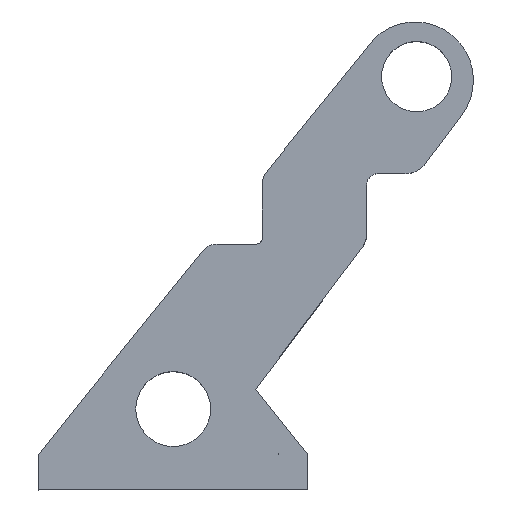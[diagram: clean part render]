
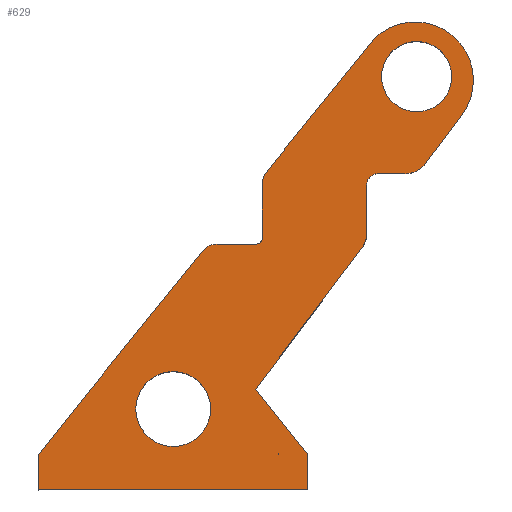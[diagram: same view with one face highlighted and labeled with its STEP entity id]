
A CAD part, top view. The second image highlights one B-rep face of the part: STEP entity #629.
In plain terms, the highlighted planar face has unit normal (0, 0, 1).
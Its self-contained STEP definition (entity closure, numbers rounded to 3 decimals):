
#34=LINE('',#890,#90);
#44=LINE('',#930,#100);
#48=LINE('',#938,#104);
#51=LINE('',#944,#107);
#54=LINE('',#950,#110);
#57=LINE('',#956,#113);
#60=LINE('',#962,#116);
#67=LINE('',#994,#123);
#71=LINE('',#1006,#127);
#75=LINE('',#1018,#131);
#77=LINE('',#1032,#133);
#81=LINE('',#1046,#137);
#88=LINE('',#1084,#144);
#90=VECTOR('',#712,1000.);
#100=VECTOR('',#736,1000.);
#104=VECTOR('',#742,1000.);
#107=VECTOR('',#747,1000.);
#110=VECTOR('',#752,1000.);
#113=VECTOR('',#757,1000.);
#116=VECTOR('',#762,1000.);
#123=VECTOR('',#785,1000.);
#127=VECTOR('',#797,1000.);
#131=VECTOR('',#809,1000.);
#133=VECTOR('',#821,1000.);
#137=VECTOR('',#831,1000.);
#144=VECTOR('',#876,1000.);
#265=ORIENTED_EDGE('',*,*,#405,.F.);
#266=ORIENTED_EDGE('',*,*,#412,.F.);
#267=ORIENTED_EDGE('',*,*,#401,.F.);
#268=ORIENTED_EDGE('',*,*,#410,.T.);
#269=ORIENTED_EDGE('',*,*,#407,.F.);
#270=ORIENTED_EDGE('',*,*,#342,.T.);
#271=ORIENTED_EDGE('',*,*,#346,.T.);
#272=ORIENTED_EDGE('',*,*,#349,.T.);
#273=ORIENTED_EDGE('',*,*,#352,.T.);
#274=ORIENTED_EDGE('',*,*,#355,.T.);
#275=ORIENTED_EDGE('',*,*,#358,.T.);
#276=ORIENTED_EDGE('',*,*,#360,.F.);
#277=ORIENTED_EDGE('',*,*,#327,.F.);
#278=ORIENTED_EDGE('',*,*,#331,.T.);
#279=ORIENTED_EDGE('',*,*,#371,.T.);
#280=ORIENTED_EDGE('',*,*,#374,.F.);
#281=ORIENTED_EDGE('',*,*,#377,.T.);
#282=ORIENTED_EDGE('',*,*,#380,.F.);
#283=ORIENTED_EDGE('',*,*,#383,.T.);
#284=ORIENTED_EDGE('',*,*,#386,.F.);
#285=ORIENTED_EDGE('',*,*,#389,.F.);
#286=ORIENTED_EDGE('',*,*,#339,.T.);
#287=ORIENTED_EDGE('',*,*,#395,.T.);
#288=ORIENTED_EDGE('',*,*,#398,.F.);
#289=ORIENTED_EDGE('',*,*,#414,.T.);
#327=EDGE_CURVE('',#417,#418,#34,.T.);
#331=EDGE_CURVE('',#417,#420,#476,.T.);
#339=EDGE_CURVE('',#425,#428,#478,.T.);
#342=EDGE_CURVE('',#432,#431,#44,.T.);
#346=EDGE_CURVE('',#431,#434,#48,.T.);
#349=EDGE_CURVE('',#434,#436,#51,.T.);
#352=EDGE_CURVE('',#436,#438,#54,.T.);
#355=EDGE_CURVE('',#438,#440,#57,.T.);
#358=EDGE_CURVE('',#440,#442,#60,.T.);
#360=EDGE_CURVE('',#418,#442,#479,.T.);
#371=EDGE_CURVE('',#420,#449,#67,.T.);
#374=EDGE_CURVE('',#451,#449,#484,.T.);
#377=EDGE_CURVE('',#451,#453,#71,.T.);
#380=EDGE_CURVE('',#455,#453,#486,.T.);
#383=EDGE_CURVE('',#455,#457,#75,.T.);
#386=EDGE_CURVE('',#459,#457,#487,.T.);
#389=EDGE_CURVE('',#425,#459,#77,.T.);
#395=EDGE_CURVE('',#428,#462,#81,.T.);
#398=EDGE_CURVE('',#464,#462,#492,.T.);
#401=EDGE_CURVE('',#467,#468,#494,.T.);
#405=EDGE_CURVE('',#471,#472,#496,.T.);
#407=EDGE_CURVE('',#473,#473,#497,.T.);
#410=EDGE_CURVE('',#467,#468,#500,.T.);
#412=EDGE_CURVE('',#472,#471,#502,.T.);
#414=EDGE_CURVE('',#464,#432,#88,.T.);
#417=VERTEX_POINT('',#889);
#418=VERTEX_POINT('',#891);
#420=VERTEX_POINT('',#901);
#425=VERTEX_POINT('',#914);
#428=VERTEX_POINT('',#922);
#431=VERTEX_POINT('',#929);
#432=VERTEX_POINT('',#931);
#434=VERTEX_POINT('',#937);
#436=VERTEX_POINT('',#943);
#438=VERTEX_POINT('',#949);
#440=VERTEX_POINT('',#955);
#442=VERTEX_POINT('',#961);
#449=VERTEX_POINT('',#993);
#451=VERTEX_POINT('',#999);
#453=VERTEX_POINT('',#1005);
#455=VERTEX_POINT('',#1011);
#457=VERTEX_POINT('',#1017);
#459=VERTEX_POINT('',#1027);
#462=VERTEX_POINT('',#1045);
#464=VERTEX_POINT('',#1051);
#467=VERTEX_POINT('',#1058);
#468=VERTEX_POINT('',#1060);
#471=VERTEX_POINT('',#1067);
#472=VERTEX_POINT('',#1069);
#473=VERTEX_POINT('',#1073);
#476=CIRCLE('',#648,0.483);
#478=CIRCLE('',#652,0.241);
#479=CIRCLE('',#660,0.92);
#484=CIRCLE('',#669,1.105);
#486=CIRCLE('',#673,2.49);
#487=CIRCLE('',#676,0.92);
#492=CIRCLE('',#685,0.832);
#494=CIRCLE('',#688,4.5);
#496=CIRCLE('',#691,1.6);
#497=CIRCLE('',#693,1.5);
#500=CIRCLE('',#697,4.5);
#502=CIRCLE('',#700,1.6);
#533=EDGE_LOOP('',(#265,#266));
#534=EDGE_LOOP('',(#267,#268));
#535=EDGE_LOOP('',(#269));
#536=EDGE_LOOP('',(#270,#271,#272,#273,#274,#275,#276,#277,#278,#279,#280,
#281,#282,#283,#284,#285,#286,#287,#288,#289));
#573=FACE_BOUND('',#533,.T.);
#574=FACE_BOUND('',#534,.T.);
#575=FACE_BOUND('',#535,.T.);
#576=FACE_BOUND('',#536,.T.);
#598=PLANE('',#702);
#629=ADVANCED_FACE('',(#573,#574,#575,#576),#598,.T.);
#648=AXIS2_PLACEMENT_3D('',#902,#717,#718);
#652=AXIS2_PLACEMENT_3D('',#923,#730,#731);
#660=AXIS2_PLACEMENT_3D('',#970,#765,#766);
#669=AXIS2_PLACEMENT_3D('',#1000,#791,#792);
#673=AXIS2_PLACEMENT_3D('',#1012,#803,#804);
#676=AXIS2_PLACEMENT_3D('',#1028,#813,#814);
#685=AXIS2_PLACEMENT_3D('',#1052,#837,#838);
#688=AXIS2_PLACEMENT_3D('',#1059,#844,#845);
#691=AXIS2_PLACEMENT_3D('',#1068,#852,#853);
#693=AXIS2_PLACEMENT_3D('',#1072,#857,#858);
#697=AXIS2_PLACEMENT_3D('',#1078,#865,#866);
#700=AXIS2_PLACEMENT_3D('',#1081,#871,#872);
#702=AXIS2_PLACEMENT_3D('',#1085,#877,#878);
#712=DIRECTION('',(0.,-1.,0.));
#717=DIRECTION('',(0.,0.,-1.));
#718=DIRECTION('',(1.,0.,0.));
#730=DIRECTION('',(0.,0.,-1.));
#731=DIRECTION('',(1.,0.,0.));
#736=DIRECTION('',(-0.623,-0.783,0.));
#742=DIRECTION('',(0.,-1.,0.));
#747=DIRECTION('',(1.,0.,0.));
#752=DIRECTION('',(0.,1.,0.));
#757=DIRECTION('',(-0.623,0.783,0.));
#762=DIRECTION('',(0.601,0.799,0.));
#765=DIRECTION('',(0.,0.,-1.));
#766=DIRECTION('',(1.,0.,0.));
#785=DIRECTION('',(1.,0.,0.));
#791=DIRECTION('',(0.,0.,-1.));
#792=DIRECTION('',(1.,0.,0.));
#797=DIRECTION('',(0.601,0.799,0.));
#803=DIRECTION('',(0.,0.,-1.));
#804=DIRECTION('',(1.,0.,0.));
#809=DIRECTION('',(-0.629,-0.778,0.));
#813=DIRECTION('',(0.,0.,-1.));
#814=DIRECTION('',(1.,0.,0.));
#821=DIRECTION('',(0.,1.,0.));
#831=DIRECTION('',(-1.,0.,0.));
#837=DIRECTION('',(0.,0.,-1.));
#838=DIRECTION('',(1.,0.,0.));
#844=DIRECTION('',(0.,0.,1.));
#845=DIRECTION('',(1.,0.,0.));
#852=DIRECTION('',(0.,0.,1.));
#853=DIRECTION('',(1.,0.,0.));
#857=DIRECTION('',(0.,0.,1.));
#858=DIRECTION('',(1.,0.,0.));
#865=DIRECTION('',(0.,0.,1.));
#866=DIRECTION('',(1.,0.,0.));
#871=DIRECTION('',(0.,0.,1.));
#872=DIRECTION('',(1.,0.,0.));
#876=DIRECTION('',(-0.629,-0.778,0.));
#877=DIRECTION('',(0.,0.,1.));
#878=DIRECTION('',(1.,0.,0.));
#889=CARTESIAN_POINT('',(29.755,23.817,14.1));
#890=CARTESIAN_POINT('',(29.755,22.249,14.1));
#891=CARTESIAN_POINT('',(29.755,21.699,14.1));
#901=CARTESIAN_POINT('',(30.237,24.3,14.1));
#902=CARTESIAN_POINT('',(30.237,23.817,14.1));
#914=CARTESIAN_POINT('',(25.302,21.541,14.1));
#922=CARTESIAN_POINT('',(25.061,21.3,14.1));
#923=CARTESIAN_POINT('',(25.061,21.541,14.1));
#929=CARTESIAN_POINT('',(15.75,12.3,14.1));
#930=CARTESIAN_POINT('',(16.864,13.701,14.1));
#931=CARTESIAN_POINT('',(17.978,15.101,14.1));
#937=CARTESIAN_POINT('',(15.75,10.8,14.1));
#938=CARTESIAN_POINT('',(15.75,11.55,14.1));
#943=CARTESIAN_POINT('',(27.25,10.8,14.1));
#944=CARTESIAN_POINT('',(21.5,10.8,14.1));
#949=CARTESIAN_POINT('',(27.25,12.3,14.1));
#950=CARTESIAN_POINT('',(27.25,11.55,14.1));
#955=CARTESIAN_POINT('',(25.022,15.101,14.1));
#956=CARTESIAN_POINT('',(26.136,13.701,14.1));
#961=CARTESIAN_POINT('',(29.57,21.146,14.1));
#962=CARTESIAN_POINT('',(27.296,18.124,14.1));
#970=CARTESIAN_POINT('',(28.835,21.699,14.1));
#993=CARTESIAN_POINT('',(31.391,24.3,14.1));
#994=CARTESIAN_POINT('',(30.814,24.3,14.1));
#999=CARTESIAN_POINT('',(32.275,24.741,14.1));
#1000=CARTESIAN_POINT('',(31.391,25.405,14.1));
#1005=CARTESIAN_POINT('',(33.823,26.799,14.1));
#1006=CARTESIAN_POINT('',(33.049,25.77,14.1));
#1011=CARTESIAN_POINT('',(30.063,30.047,14.1));
#1012=CARTESIAN_POINT('',(31.834,28.296,14.1));
#1017=CARTESIAN_POINT('',(25.507,24.412,14.1));
#1018=CARTESIAN_POINT('',(27.785,27.23,14.1));
#1027=CARTESIAN_POINT('',(25.302,23.834,14.1));
#1028=CARTESIAN_POINT('',(26.222,23.834,14.1));
#1032=CARTESIAN_POINT('',(25.302,23.317,14.1));
#1045=CARTESIAN_POINT('',(23.388,21.3,14.1));
#1046=CARTESIAN_POINT('',(24.224,21.3,14.1));
#1051=CARTESIAN_POINT('',(22.741,20.991,14.1));
#1052=CARTESIAN_POINT('',(23.388,20.468,14.1));
#1058=CARTESIAN_POINT('',(26.,12.3,14.1));
#1059=CARTESIAN_POINT('',(21.5,12.3,14.1));
#1060=CARTESIAN_POINT('',(26.,12.35,14.1));
#1067=CARTESIAN_POINT('',(21.5,12.65,14.1));
#1068=CARTESIAN_POINT('',(21.5,14.25,14.1));
#1069=CARTESIAN_POINT('',(21.5,15.85,14.1));
#1072=CARTESIAN_POINT('',(31.899,28.451,14.1));
#1073=CARTESIAN_POINT('',(33.399,28.451,14.1));
#1078=CARTESIAN_POINT('',(21.5,12.3,14.1));
#1081=CARTESIAN_POINT('',(21.5,14.25,14.1));
#1084=CARTESIAN_POINT('',(20.359,18.046,14.1));
#1085=CARTESIAN_POINT('',(0.,7.626,14.1));
